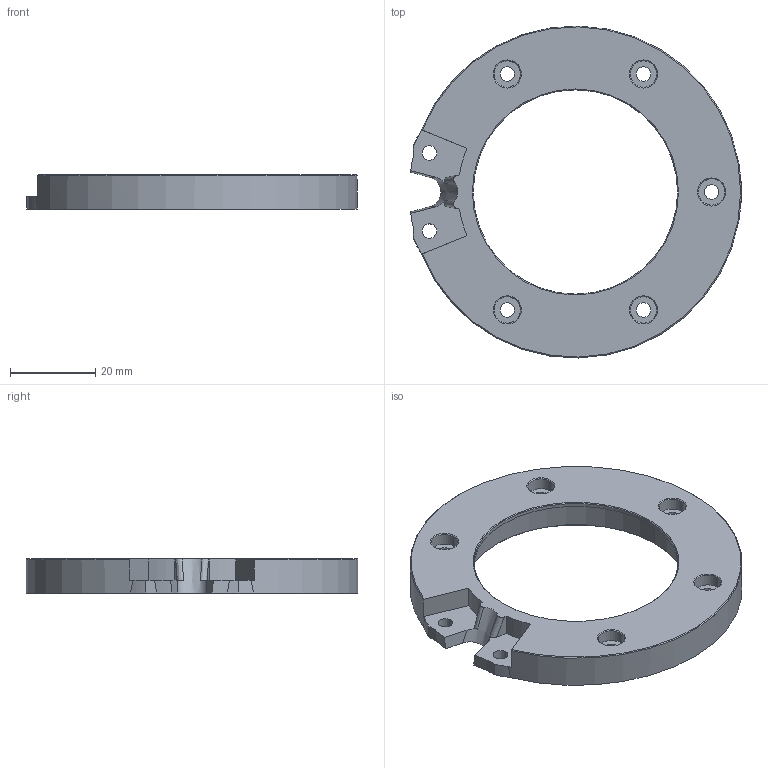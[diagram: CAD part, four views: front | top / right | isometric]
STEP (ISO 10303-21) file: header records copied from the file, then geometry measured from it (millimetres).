
FILE_DESCRIPTION (( 'STEP AP214' ), '1' );
FILE_NAME ('top_housing.STEP', '2025-05-27T14:01:33', ( '' ), ( '' ), 'SwSTEP 2.0', 'SolidWorks 2025', '' );
FILE_SCHEMA (( 'AUTOMOTIVE_DESIGN' ));
Length unit declared in the file: millimetre
Products named in the file (1): top_housing_upper_arm
Bounding box: 77.72 x 77.99 x 8 mm (x, y, z)
Volume: 18340.9 mm3; surface area: 10351.1 mm2
Topology: 1 solids, 1 shells, 86 faces, 209 edges, 134 vertices
Faces by surface type: cylinder 33, plane 26, cone 17, bspline 10
Entity records: 6838 total; most frequent: CARTESIAN_POINT 4802, ORIENTED_EDGE 418, DIRECTION 412, EDGE_CURVE 209, AXIS2_PLACEMENT_3D 166, VERTEX_POINT 134, EDGE_LOOP 111, CIRCLE 89
